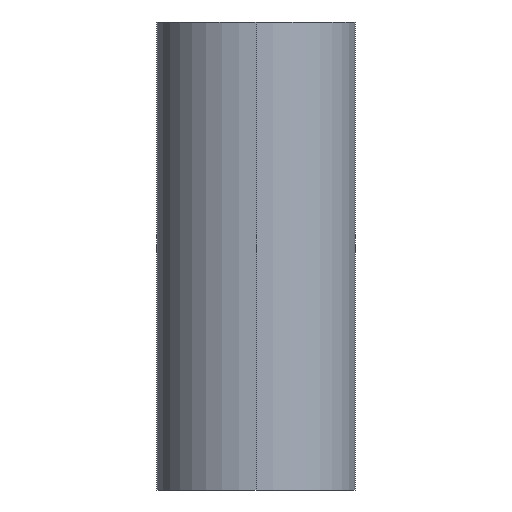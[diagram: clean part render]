
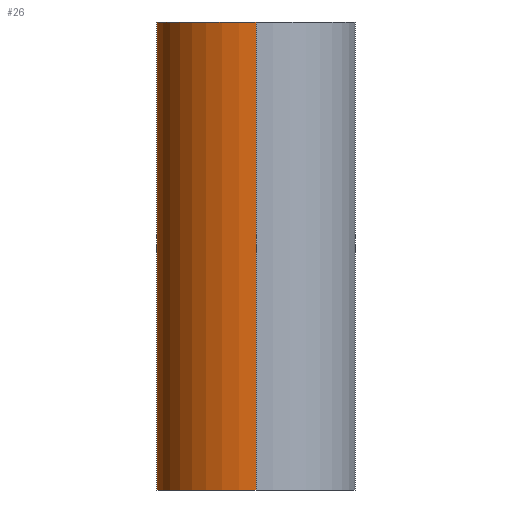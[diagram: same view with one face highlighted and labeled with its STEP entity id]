
A CAD part, left-side view. The second image highlights one B-rep face of the part: STEP entity #26.
In plain terms, the highlighted cylindrical face has radius 24.15 mm (diameter 48.3 mm), a partial arc.
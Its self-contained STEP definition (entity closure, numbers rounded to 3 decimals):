
#1 = LINE ( 'NONE', #147, #743 ) ;
#6 = CARTESIAN_POINT ( 'NONE',  ( 23.764, 4.328, 19.736 ) ) ;
#14 = CARTESIAN_POINT ( 'NONE',  ( 19.706, 13.961, -6.081 ) ) ;
#21 = CARTESIAN_POINT ( 'NONE',  ( 19.626, 14.073, -5.541 ) ) ;
#26 = ADVANCED_FACE ( 'NONE', ( #979 ), #1245, .T. ) ;
#32 = CARTESIAN_POINT ( 'NONE',  ( 23.092, 7.083, -18.071 ) ) ;
#39 = CARTESIAN_POINT ( 'NONE',  ( 21.517, 10.971, -13.642 ) ) ;
#91 = EDGE_LOOP ( 'NONE', ( #1639, #1609, #176, #888, #1236, #969, #815 ) ) ;
#136 = CARTESIAN_POINT ( 'NONE',  ( 19.691, 13.984, 6.056 ) ) ;
#145 = CARTESIAN_POINT ( 'NONE',  ( 19.87, 13.731, 7.121 ) ) ;
#147 = CARTESIAN_POINT ( 'NONE',  ( 24.15, 0., 57. ) ) ;
#156 = CARTESIAN_POINT ( 'NONE',  ( 22.249, 9.426, -15.827 ) ) ;
#164 = CARTESIAN_POINT ( 'NONE',  ( 23.22, 6.652, -18.397 ) ) ;
#171 = EDGE_CURVE ( 'NONE', #595, #1094, #1543, .T. ) ;
#176 = ORIENTED_EDGE ( 'NONE', *, *, #380, .T. ) ;
#195 = VERTEX_POINT ( 'NONE', #373 ) ;
#203 = DIRECTION ( 'NONE',  ( -1., 0., 0. ) ) ;
#207 = VERTEX_POINT ( 'NONE', #508 ) ;
#237 = CARTESIAN_POINT ( 'NONE',  ( -24.15, 0., -57. ) ) ;
#239 = DIRECTION ( 'NONE',  ( 1., 0., 0. ) ) ;
#245 = DIRECTION ( 'NONE',  ( 0., 0., 1. ) ) ;
#249 = B_SPLINE_CURVE_WITH_KNOTS ( 'NONE', 3,
 ( #740, #1273, #1155, #1279, #747, #1646 ),
 .UNSPECIFIED., .F., .F.,
 ( 4, 2, 4 ),
 ( 0.054, 0.056, 0.057 ),
 .UNSPECIFIED. ) ;
#267 = CARTESIAN_POINT ( 'NONE',  ( 20.543, 12.699, 10.212 ) ) ;
#277 = CARTESIAN_POINT ( 'NONE',  ( 22.232, 9.439, 15.769 ) ) ;
#284 = CARTESIAN_POINT ( 'NONE',  ( 20.951, 12.015, -11.752 ) ) ;
#293 = CARTESIAN_POINT ( 'NONE',  ( 21.355, 11.297, 13.142 ) ) ;
#300 = CARTESIAN_POINT ( 'NONE',  ( 19.223, 14.619, 0.544 ) ) ;
#326 = DIRECTION ( 'NONE',  ( 1., 0., 0. ) ) ;
#329 = EDGE_CURVE ( 'NONE', #195, #1625, #1167, .T. ) ;
#373 = CARTESIAN_POINT ( 'NONE',  ( -24.15, 0., 57. ) ) ;
#380 = EDGE_CURVE ( 'NONE', #1475, #207, #1314, .T. ) ;
#383 = CARTESIAN_POINT ( 'NONE',  ( 24.15, 0., 20.65 ) ) ;
#397 = CARTESIAN_POINT ( 'NONE',  ( 23.563, 5.319, 19.246 ) ) ;
#412 = CARTESIAN_POINT ( 'NONE',  ( 22.811, 7.97, 17.353 ) ) ;
#417 = CARTESIAN_POINT ( 'NONE',  ( 24.15, 0., 57. ) ) ;
#419 = DIRECTION ( 'NONE',  ( 0., 0., -1. ) ) ;
#427 = CARTESIAN_POINT ( 'NONE',  ( 20.188, 13.256, 8.681 ) ) ;
#508 = CARTESIAN_POINT ( 'NONE',  ( 23.933, 3.228, -20.139 ) ) ;
#521 = CARTESIAN_POINT ( 'NONE',  ( 24.053, 2.235, 20.422 ) ) ;
#531 = CARTESIAN_POINT ( 'NONE',  ( 20.551, 12.695, -10.273 ) ) ;
#595 = VERTEX_POINT ( 'NONE', #683 ) ;
#599 = DIRECTION ( 'NONE',  ( 0., 0., -1. ) ) ;
#625 = EDGE_CURVE ( 'NONE', #713, #195, #1281, .T. ) ;
#632 = DIRECTION ( 'NONE',  ( 0., 0., -1. ) ) ;
#653 = CARTESIAN_POINT ( 'NONE',  ( 19.223, 14.619, -0.572 ) ) ;
#662 = CARTESIAN_POINT ( 'NONE',  ( 19.33, 14.477, 2.763 ) ) ;
#670 = CARTESIAN_POINT ( 'NONE',  ( 22.682, 8.303, -17.001 ) ) ;
#676 = CARTESIAN_POINT ( 'NONE',  ( 19.294, 14.525, 2.209 ) ) ;
#683 = CARTESIAN_POINT ( 'NONE',  ( 24.15, 0., -20.65 ) ) ;
#713 = VERTEX_POINT ( 'NONE', #417 ) ;
#740 = CARTESIAN_POINT ( 'NONE',  ( 23.933, 3.228, -20.139 ) ) ;
#743 = VECTOR ( 'NONE', #632, 1000. ) ;
#747 = CARTESIAN_POINT ( 'NONE',  ( 24.15, 0.546, -20.65 ) ) ;
#790 = CARTESIAN_POINT ( 'NONE',  ( 19.424, 14.35, 3.869 ) ) ;
#799 = CARTESIAN_POINT ( 'NONE',  ( 21.09, 11.77, -12.238 ) ) ;
#810 = CARTESIAN_POINT ( 'NONE',  ( 20.301, 13.082, 9.196 ) ) ;
#815 = ORIENTED_EDGE ( 'NONE', *, *, #329, .F. ) ;
#888 = ORIENTED_EDGE ( 'NONE', *, *, #1012, .T. ) ;
#893 = CARTESIAN_POINT ( 'NONE',  ( 24.15, 0., 57. ) ) ;
#918 = CARTESIAN_POINT ( 'NONE',  ( 21.791, 10.416, 14.486 ) ) ;
#933 = CARTESIAN_POINT ( 'NONE',  ( 19.886, 13.704, -7.155 ) ) ;
#937 = VECTOR ( 'NONE', #419, 1000. ) ;
#950 = CARTESIAN_POINT ( 'NONE',  ( 21.372, 11.248, -13.182 ) ) ;
#969 = ORIENTED_EDGE ( 'NONE', *, *, #1178, .T. ) ;
#979 = FACE_OUTER_BOUND ( 'NONE', #91, .T. ) ;
#1012 = EDGE_CURVE ( 'NONE', #207, #595, #249, .T. ) ;
#1016 = DIRECTION ( 'NONE',  ( 0., 0., -1. ) ) ;
#1017 = CARTESIAN_POINT ( 'NONE',  ( 0., 0., -57. ) ) ;
#1044 = CARTESIAN_POINT ( 'NONE',  ( 22.38, 9.085, 16.181 ) ) ;
#1060 = CARTESIAN_POINT ( 'NONE',  ( 24.15, 0., 20.65 ) ) ;
#1067 = CARTESIAN_POINT ( 'NONE',  ( 19.321, 14.489, -2.806 ) ) ;
#1071 = AXIS2_PLACEMENT_3D ( 'NONE', #1017, #245, #239 ) ;
#1075 = CARTESIAN_POINT ( 'NONE',  ( 20.671, 12.49, 10.715 ) ) ;
#1094 = VERTEX_POINT ( 'NONE', #1398 ) ;
#1155 = CARTESIAN_POINT ( 'NONE',  ( 24.059, 2.168, -20.436 ) ) ;
#1167 = LINE ( 'NONE', #1583, #937 ) ;
#1173 = CARTESIAN_POINT ( 'NONE',  ( 19.417, 14.361, -3.908 ) ) ;
#1178 = EDGE_CURVE ( 'NONE', #1094, #1625, #1607, .T. ) ;
#1182 = CARTESIAN_POINT ( 'NONE',  ( 24.15, 0.564, 20.65 ) ) ;
#1188 = CARTESIAN_POINT ( 'NONE',  ( 22.823, 7.908, -17.373 ) ) ;
#1194 = CARTESIAN_POINT ( 'NONE',  ( 19.483, 14.27, 4.421 ) ) ;
#1204 = CARTESIAN_POINT ( 'NONE',  ( 0., 0., 57. ) ) ;
#1221 = CARTESIAN_POINT ( 'NONE',  ( 23.573, 5.27, -19.273 ) ) ;
#1236 = ORIENTED_EDGE ( 'NONE', *, *, #171, .T. ) ;
#1245 = CYLINDRICAL_SURFACE ( 'NONE', #1415, 24.15 ) ;
#1273 = CARTESIAN_POINT ( 'NONE',  ( 24.004, 2.707, -20.306 ) ) ;
#1279 = CARTESIAN_POINT ( 'NONE',  ( 24.132, 1.089, -20.607 ) ) ;
#1281 = CIRCLE ( 'NONE', #1663, 24.15 ) ;
#1298 = CARTESIAN_POINT ( 'NONE',  ( 21.938, 10.104, 14.922 ) ) ;
#1305 = CARTESIAN_POINT ( 'NONE',  ( 23.084, 7.156, 18.056 ) ) ;
#1312 = CARTESIAN_POINT ( 'NONE',  ( 21.953, 10.086, -14.983 ) ) ;
#1314 = B_SPLINE_CURVE_WITH_KNOTS ( 'NONE', 3,
 ( #1060, #1182, #1434, #521, #1426, #1559, #6, #397, #1565, #1305, #412, #1044, #277, #1298, #918, #293, #1552, #1075, #267, #810, #427, #145, #136, #1194, #790, #662, #676, #300, #653, #1067, #1173, #21, #14, #933, #1320, #1441, #531, #284, #799, #950, #39, #1312, #156, #670, #1188, #32, #164, #1458, #1221, #1622, #1376, #1612 ),
 .UNSPECIFIED., .F., .F.,
 ( 4, 2, 2, 2, 2, 2, 2, 2, 2, 2, 2, 2, 2, 2, 2, 2, 2, 2, 2, 2, 2, 2, 2, 2, 2, 4 ),
 ( 0., 0.002, 0.003, 0.005, 0.007, 0.01, 0.012, 0.014, 0.017, 0.019, 0.02, 0.024, 0.025, 0.027, 0.03, 0.034, 0.035, 0.037, 0.041, 0.042, 0.044, 0.047, 0.049, 0.051, 0.052, 0.054 ),
 .UNSPECIFIED. ) ;
#1320 = CARTESIAN_POINT ( 'NONE',  ( 19.985, 13.56, -7.687 ) ) ;
#1376 = CARTESIAN_POINT ( 'NONE',  ( 23.862, 3.759, -19.969 ) ) ;
#1398 = CARTESIAN_POINT ( 'NONE',  ( 24.15, 0., -57. ) ) ;
#1400 = EDGE_CURVE ( 'NONE', #713, #1475, #1, .T. ) ;
#1415 = AXIS2_PLACEMENT_3D ( 'NONE', #1633, #599, #203 ) ;
#1426 = CARTESIAN_POINT ( 'NONE',  ( 23.996, 2.773, 20.289 ) ) ;
#1434 = CARTESIAN_POINT ( 'NONE',  ( 24.13, 1.127, 20.604 ) ) ;
#1441 = CARTESIAN_POINT ( 'NONE',  ( 20.306, 13.078, -9.257 ) ) ;
#1458 = CARTESIAN_POINT ( 'NONE',  ( 23.461, 5.747, -18.997 ) ) ;
#1475 = VERTEX_POINT ( 'NONE', #383 ) ;
#1482 = DIRECTION ( 'NONE',  ( 0., 0., 1. ) ) ;
#1543 = LINE ( 'NONE', #893, #1637 ) ;
#1552 = CARTESIAN_POINT ( 'NONE',  ( 21.07, 11.812, 12.198 ) ) ;
#1559 = CARTESIAN_POINT ( 'NONE',  ( 23.852, 3.819, 19.946 ) ) ;
#1565 = CARTESIAN_POINT ( 'NONE',  ( 23.448, 5.798, 18.966 ) ) ;
#1583 = CARTESIAN_POINT ( 'NONE',  ( -24.15, 0., 57. ) ) ;
#1607 = CIRCLE ( 'NONE', #1071, 24.15 ) ;
#1609 = ORIENTED_EDGE ( 'NONE', *, *, #1400, .T. ) ;
#1612 = CARTESIAN_POINT ( 'NONE',  ( 23.933, 3.228, -20.139 ) ) ;
#1622 = CARTESIAN_POINT ( 'NONE',  ( 23.774, 4.275, -19.759 ) ) ;
#1625 = VERTEX_POINT ( 'NONE', #237 ) ;
#1633 = CARTESIAN_POINT ( 'NONE',  ( 0., 0., 57. ) ) ;
#1637 = VECTOR ( 'NONE', #1016, 1000. ) ;
#1639 = ORIENTED_EDGE ( 'NONE', *, *, #625, .F. ) ;
#1646 = CARTESIAN_POINT ( 'NONE',  ( 24.15, 0., -20.65 ) ) ;
#1663 = AXIS2_PLACEMENT_3D ( 'NONE', #1204, #1482, #326 ) ;
